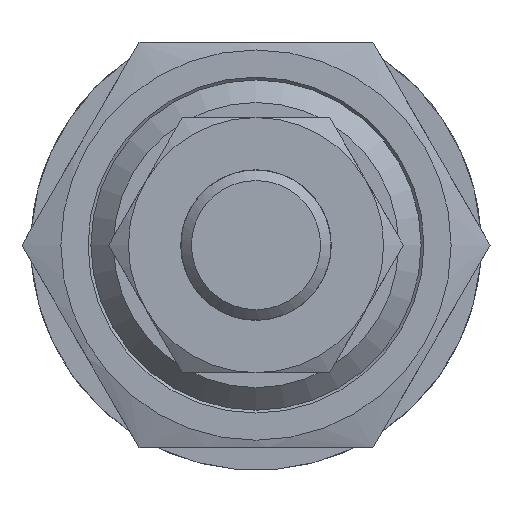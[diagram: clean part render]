
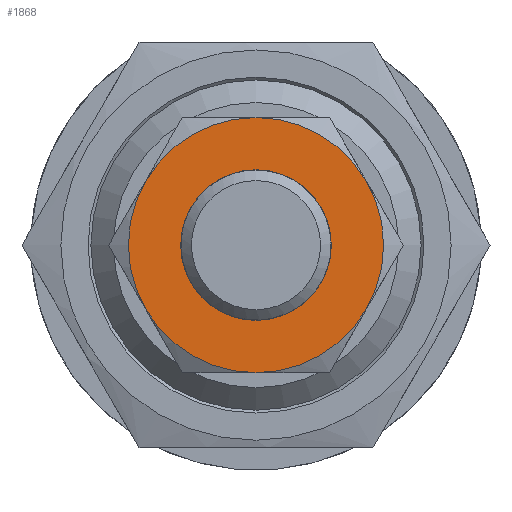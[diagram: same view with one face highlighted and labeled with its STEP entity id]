
A CAD part, front view. The second image highlights one B-rep face of the part: STEP entity #1868.
In plain terms, the highlighted face is planar.
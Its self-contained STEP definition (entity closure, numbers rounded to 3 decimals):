
#322=PLANE('',#3062);
#722=ORIENTED_EDGE('',*,*,#982,.T.);
#723=ORIENTED_EDGE('',*,*,#980,.T.);
#724=ORIENTED_EDGE('',*,*,#977,.T.);
#725=ORIENTED_EDGE('',*,*,#976,.T.);
#726=ORIENTED_EDGE('',*,*,#978,.T.);
#727=ORIENTED_EDGE('',*,*,#979,.T.);
#728=ORIENTED_EDGE('',*,*,#981,.T.);
#976=EDGE_CURVE('',#1149,#1156,#1279,.T.);
#977=EDGE_CURVE('',#1146,#1149,#1280,.T.);
#978=EDGE_CURVE('',#1156,#1154,#1281,.T.);
#979=EDGE_CURVE('',#1154,#1151,#1282,.T.);
#980=EDGE_CURVE('',#1141,#1146,#1283,.T.);
#981=EDGE_CURVE('',#1151,#1141,#1284,.T.);
#982=EDGE_CURVE('',#1157,#1157,#1285,.F.);
#1141=VERTEX_POINT('',#4110);
#1146=VERTEX_POINT('',#4130);
#1149=VERTEX_POINT('',#4147);
#1151=VERTEX_POINT('',#4165);
#1154=VERTEX_POINT('',#4182);
#1156=VERTEX_POINT('',#4198);
#1157=VERTEX_POINT('',#4222);
#1279=CIRCLE('',#3045,8.5);
#1280=CIRCLE('',#3047,8.5);
#1281=CIRCLE('',#3049,8.5);
#1282=CIRCLE('',#3051,8.5);
#1283=CIRCLE('',#3053,8.5);
#1284=CIRCLE('',#3055,8.5);
#1285=CIRCLE('',#3063,5.016);
#1476=EDGE_LOOP('',(#722));
#1477=EDGE_LOOP('',(#723,#724,#725,#726,#727,#728));
#1687=FACE_BOUND('',#1476,.T.);
#1688=FACE_BOUND('',#1477,.T.);
#1868=ADVANCED_FACE('',(#1687,#1688),#322,.T.);
#3045=AXIS2_PLACEMENT_3D('',#4203,#3576,#3577);
#3047=AXIS2_PLACEMENT_3D('',#4205,#3580,#3581);
#3049=AXIS2_PLACEMENT_3D('',#4207,#3584,#3585);
#3051=AXIS2_PLACEMENT_3D('',#4209,#3588,#3589);
#3053=AXIS2_PLACEMENT_3D('',#4211,#3592,#3593);
#3055=AXIS2_PLACEMENT_3D('',#4213,#3596,#3597);
#3062=AXIS2_PLACEMENT_3D('',#4220,#3610,#3611);
#3063=AXIS2_PLACEMENT_3D('',#4221,#3612,#3613);
#3576=DIRECTION('',(1.,0.,0.));
#3577=DIRECTION('',(0.,1.,0.));
#3580=DIRECTION('',(1.,0.,0.));
#3581=DIRECTION('',(0.,1.,0.));
#3584=DIRECTION('',(1.,0.,0.));
#3585=DIRECTION('',(0.,1.,0.));
#3588=DIRECTION('',(1.,0.,0.));
#3589=DIRECTION('',(0.,1.,0.));
#3592=DIRECTION('',(1.,0.,0.));
#3593=DIRECTION('',(0.,1.,0.));
#3596=DIRECTION('',(1.,0.,0.));
#3597=DIRECTION('',(0.,1.,0.));
#3610=DIRECTION('',(1.,0.,0.));
#3611=DIRECTION('',(0.,0.,-1.));
#3612=DIRECTION('',(1.,0.,0.));
#3613=DIRECTION('',(0.,0.,-1.));
#4110=CARTESIAN_POINT('',(6.,-7.361,-4.25));
#4130=CARTESIAN_POINT('',(6.,0.,-8.5));
#4147=CARTESIAN_POINT('',(6.,7.361,-4.25));
#4165=CARTESIAN_POINT('',(6.,-7.361,4.25));
#4182=CARTESIAN_POINT('',(6.,0.,8.5));
#4198=CARTESIAN_POINT('',(6.,7.361,4.25));
#4203=CARTESIAN_POINT('',(6.,0.,0.));
#4205=CARTESIAN_POINT('',(6.,0.,0.));
#4207=CARTESIAN_POINT('',(6.,0.,0.));
#4209=CARTESIAN_POINT('',(6.,0.,0.));
#4211=CARTESIAN_POINT('',(6.,0.,0.));
#4213=CARTESIAN_POINT('',(6.,0.,0.));
#4220=CARTESIAN_POINT('',(6.,0.,0.));
#4221=CARTESIAN_POINT('',(6.,0.,0.));
#4222=CARTESIAN_POINT('',(6.,0.,-5.016));
